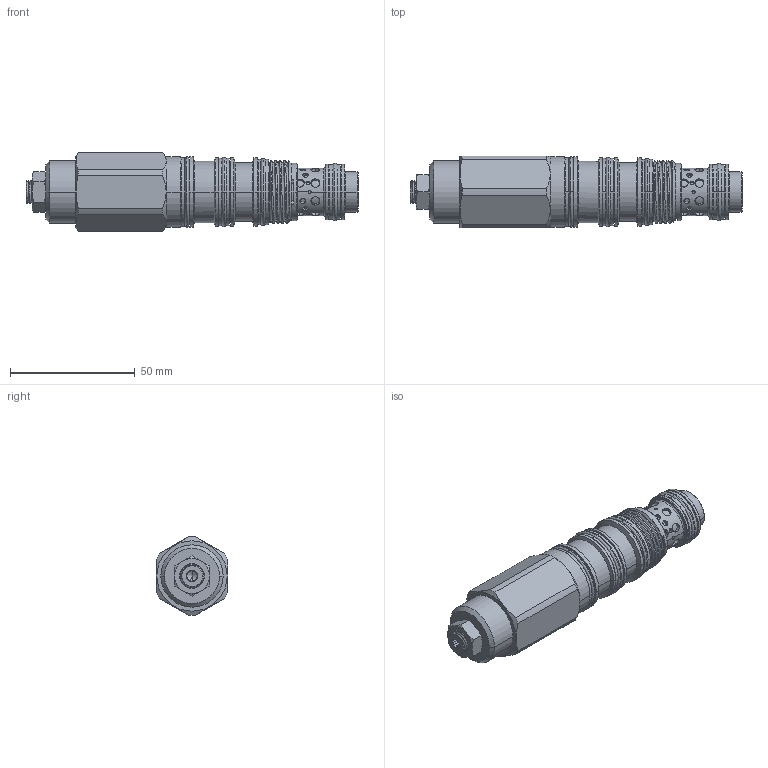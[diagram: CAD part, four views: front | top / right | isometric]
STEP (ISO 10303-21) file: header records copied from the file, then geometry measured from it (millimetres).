
FILE_DESCRIPTION (( 'STEP AP203' ), '1' );
FILE_NAME ('MW22A4A(4C)(4D)-L.STEP', '2016-06-07T03:31:02', ( '' ), ( '' ), 'SwSTEP 2.0', 'SolidWorks 2012', '' );
FILE_SCHEMA (( 'CONFIG_CONTROL_DESIGN' ));
Length unit declared in the file: millimetre
Products named in the file (1): MW22A4A(4C)(4D)-L
Bounding box: 133.1 x 28.57 x 31.59 mm (x, y, z)
Volume: 58834.6 mm3; surface area: 20488.2 mm2
Topology: 8 solids, 8 shells, 383 faces, 865 edges, 532 vertices
Faces by surface type: cylinder 204, plane 71, cone 68, torus 37, bspline 3
Entity records: 18484 total; most frequent: CARTESIAN_POINT 10111, ORIENTED_EDGE 1726, DIRECTION 1701, EDGE_CURVE 863, AXIS2_PLACEMENT_3D 714, VERTEX_POINT 532, EDGE_LOOP 441, ADVANCED_FACE 383
